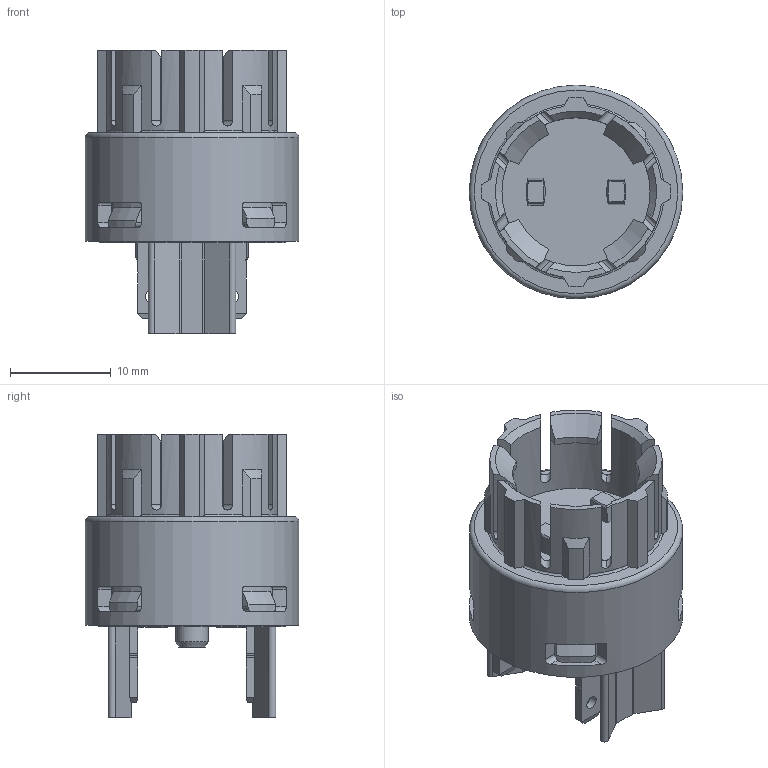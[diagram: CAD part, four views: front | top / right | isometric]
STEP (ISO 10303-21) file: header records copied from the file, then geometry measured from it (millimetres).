
FILE_DESCRIPTION(/* description */ (''),/* implementation_level */ '2;1');
FILE_NAME(/* name */ 'FRTFOI.stp',/* time_stamp */ '2019-12-05T15:11:46+01:00',/* author */ ('thagel'),/* organization */ (''),/* preprocessor_version */ 'ST-DEVELOPER v17.2',/* originating_system */ 'Autodesk Inventor 2019',/* authorisation */ '');
FILE_SCHEMA (('AUTOMOTIVE_DESIGN { 1 0 10303 214 3 1 1 }'));
Length unit declared in the file: millimetre
Products named in the file (1): FRTFOI
Bounding box: 21.2 x 21.2 x 28.1 mm (x, y, z)
Volume: 4360.2 mm3; surface area: 4233.5 mm2
Topology: 1 solids, 4 shells, 901 faces, 2557 edges, 1681 vertices
Faces by surface type: plane 718, cylinder 122, cone 40, torus 19, bspline 2
Full cylindrical faces by diameter (mm): 1.3 x4, 2 x3, 3.2 x3, 14.7 x1, 17.886 x1, 18.5 x1, 21.2 x1
Entity records: 30318 total; most frequent: CARTESIAN_POINT 6940, ORIENTED_EDGE 5114, DIRECTION 4501, EDGE_CURVE 2557, LINE 2057, VECTOR 2057, VERTEX_POINT 1681, AXIS2_PLACEMENT_3D 1222
